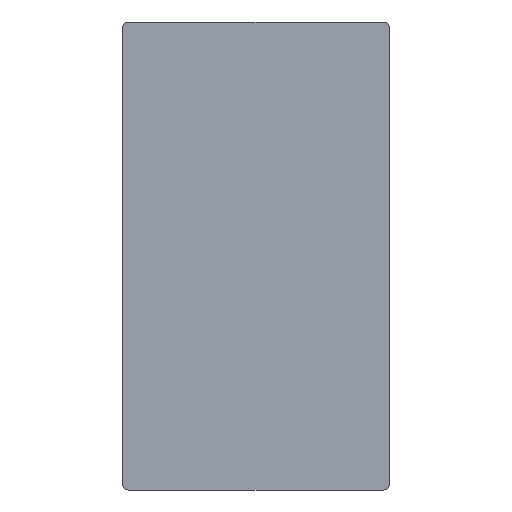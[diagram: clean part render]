
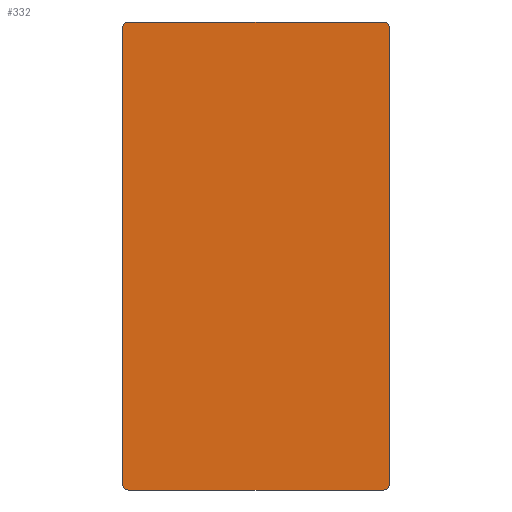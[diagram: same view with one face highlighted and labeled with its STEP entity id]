
A CAD part, front view. The second image highlights one B-rep face of the part: STEP entity #332.
In plain terms, the highlighted planar face has unit normal (0, -1, 0).
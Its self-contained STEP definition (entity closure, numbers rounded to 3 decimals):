
#11 = CARTESIAN_POINT ( 'NONE',  ( -19., 0., -35. ) ) ;
#13 = ORIENTED_EDGE ( 'NONE', *, *, #99, .F. ) ;
#16 = DIRECTION ( 'NONE',  ( 0., -1., 0. ) ) ;
#18 = CARTESIAN_POINT ( 'NONE',  ( 19., 0., 34. ) ) ;
#20 = LINE ( 'NONE', #140, #288 ) ;
#22 = VECTOR ( 'NONE', #57, 1000. ) ;
#24 = ORIENTED_EDGE ( 'NONE', *, *, #45, .F. ) ;
#31 = AXIS2_PLACEMENT_3D ( 'NONE', #18, #195, #43 ) ;
#33 = VERTEX_POINT ( 'NONE', #130 ) ;
#36 = CARTESIAN_POINT ( 'NONE',  ( -19., 0., 34. ) ) ;
#38 = EDGE_CURVE ( 'NONE', #33, #145, #160, .T. ) ;
#43 = DIRECTION ( 'NONE',  ( 0., 0., 1. ) ) ;
#45 = EDGE_CURVE ( 'NONE', #101, #257, #51, .T. ) ;
#47 = ORIENTED_EDGE ( 'NONE', *, *, #38, .F. ) ;
#49 = VECTOR ( 'NONE', #299, 1000. ) ;
#51 = LINE ( 'NONE', #127, #22 ) ;
#57 = DIRECTION ( 'NONE',  ( -1., 0., 0. ) ) ;
#62 = CARTESIAN_POINT ( 'NONE',  ( -19., 0., 35. ) ) ;
#63 = CARTESIAN_POINT ( 'NONE',  ( 19., 0., 35. ) ) ;
#74 = EDGE_CURVE ( 'NONE', #33, #257, #309, .T. ) ;
#80 = LINE ( 'NONE', #328, #49 ) ;
#87 = DIRECTION ( 'NONE',  ( 0., -1., 0. ) ) ;
#89 = CARTESIAN_POINT ( 'NONE',  ( 19., 0., -35. ) ) ;
#99 = EDGE_CURVE ( 'NONE', #124, #321, #20, .T. ) ;
#101 = VERTEX_POINT ( 'NONE', #89 ) ;
#102 = CARTESIAN_POINT ( 'NONE',  ( -20., 0., -35. ) ) ;
#105 = EDGE_CURVE ( 'NONE', #101, #321, #115, .T. ) ;
#108 = CARTESIAN_POINT ( 'NONE',  ( -20., 0., 34. ) ) ;
#110 = DIRECTION ( 'NONE',  ( 0., 0., -1. ) ) ;
#115 = CIRCLE ( 'NONE', #164, 1. ) ;
#121 = EDGE_CURVE ( 'NONE', #124, #310, #147, .T. ) ;
#122 = ORIENTED_EDGE ( 'NONE', *, *, #74, .T. ) ;
#124 = VERTEX_POINT ( 'NONE', #223 ) ;
#126 = AXIS2_PLACEMENT_3D ( 'NONE', #254, #87, #169 ) ;
#127 = CARTESIAN_POINT ( 'NONE',  ( -20., 0., -35. ) ) ;
#130 = CARTESIAN_POINT ( 'NONE',  ( -20., 0., -34. ) ) ;
#133 = VECTOR ( 'NONE', #191, 1000. ) ;
#140 = CARTESIAN_POINT ( 'NONE',  ( 20., 0., -35. ) ) ;
#145 = VERTEX_POINT ( 'NONE', #108 ) ;
#147 = CIRCLE ( 'NONE', #31, 1. ) ;
#149 = VERTEX_POINT ( 'NONE', #62 ) ;
#160 = LINE ( 'NONE', #102, #133 ) ;
#164 = AXIS2_PLACEMENT_3D ( 'NONE', #331, #16, #204 ) ;
#166 = CARTESIAN_POINT ( 'NONE',  ( 20., 0., -34. ) ) ;
#169 = DIRECTION ( 'NONE',  ( 0., 0., 1. ) ) ;
#172 = DIRECTION ( 'NONE',  ( 0., 0., 1. ) ) ;
#191 = DIRECTION ( 'NONE',  ( 0., 0., 1. ) ) ;
#195 = DIRECTION ( 'NONE',  ( 0., -1., 0. ) ) ;
#196 = CARTESIAN_POINT ( 'NONE',  ( 0., 0., 0. ) ) ;
#204 = DIRECTION ( 'NONE',  ( 0., 0., 1. ) ) ;
#214 = EDGE_CURVE ( 'NONE', #149, #310, #80, .T. ) ;
#222 = DIRECTION ( 'NONE',  ( 0., -1., 0. ) ) ;
#223 = CARTESIAN_POINT ( 'NONE',  ( 20., 0., 34. ) ) ;
#227 = ORIENTED_EDGE ( 'NONE', *, *, #294, .T. ) ;
#250 = CIRCLE ( 'NONE', #295, 1. ) ;
#254 = CARTESIAN_POINT ( 'NONE',  ( -19., 0., -34. ) ) ;
#256 = FACE_OUTER_BOUND ( 'NONE', #296, .T. ) ;
#257 = VERTEX_POINT ( 'NONE', #11 ) ;
#262 = ORIENTED_EDGE ( 'NONE', *, *, #214, .F. ) ;
#272 = DIRECTION ( 'NONE',  ( 0., 1., 0. ) ) ;
#276 = PLANE ( 'NONE',  #337 ) ;
#287 = ORIENTED_EDGE ( 'NONE', *, *, #121, .T. ) ;
#288 = VECTOR ( 'NONE', #110, 1000. ) ;
#290 = ORIENTED_EDGE ( 'NONE', *, *, #105, .T. ) ;
#294 = EDGE_CURVE ( 'NONE', #149, #145, #250, .T. ) ;
#295 = AXIS2_PLACEMENT_3D ( 'NONE', #36, #222, #172 ) ;
#296 = EDGE_LOOP ( 'NONE', ( #24, #290, #13, #287, #262, #227, #47, #122 ) ) ;
#299 = DIRECTION ( 'NONE',  ( 1., 0., 0. ) ) ;
#305 = DIRECTION ( 'NONE',  ( 0., 0., 1. ) ) ;
#309 = CIRCLE ( 'NONE', #126, 1. ) ;
#310 = VERTEX_POINT ( 'NONE', #63 ) ;
#321 = VERTEX_POINT ( 'NONE', #166 ) ;
#328 = CARTESIAN_POINT ( 'NONE',  ( -20., 0., 35. ) ) ;
#331 = CARTESIAN_POINT ( 'NONE',  ( 19., 0., -34. ) ) ;
#332 = ADVANCED_FACE ( 'NONE', ( #256 ), #276, .F. ) ;
#337 = AXIS2_PLACEMENT_3D ( 'NONE', #196, #272, #305 ) ;
